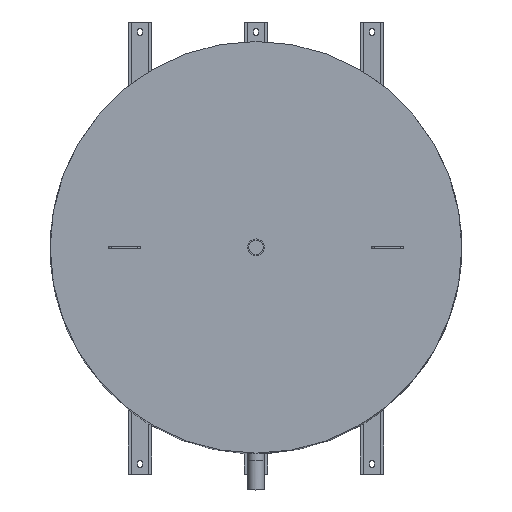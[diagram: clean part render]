
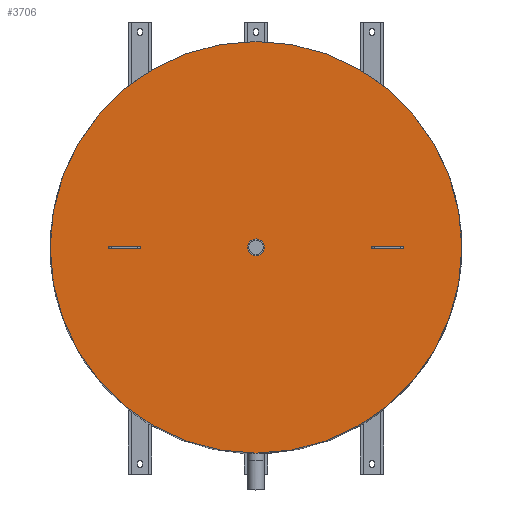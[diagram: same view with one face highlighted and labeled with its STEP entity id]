
A CAD part, top view. The second image highlights one B-rep face of the part: STEP entity #3706.
In plain terms, the highlighted face is planar.
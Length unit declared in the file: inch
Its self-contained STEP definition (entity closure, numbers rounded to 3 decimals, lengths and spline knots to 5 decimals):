
#10 = AXIS2_PLACEMENT_3D ( 'NONE', #3546, #1906, #2785 ) ;
#36 = EDGE_CURVE ( 'NONE', #4311, #2292, #2051, .T. ) ;
#69 = DIRECTION ( 'NONE',  ( 0., 0., -1. ) ) ;
#73 = FACE_BOUND ( 'NONE', #5000, .T. ) ;
#98 = LINE ( 'NONE', #2759, #3608 ) ;
#128 = CARTESIAN_POINT ( 'NONE',  ( 0., 80.64, 0. ) ) ;
#153 = FACE_BOUND ( 'NONE', #4679, .T. ) ;
#174 = VERTEX_POINT ( 'NONE', #1138 ) ;
#193 = DIRECTION ( 'NONE',  ( 0., 1., 0. ) ) ;
#214 = EDGE_LOOP ( 'NONE', ( #1202, #2078 ) ) ;
#237 = DIRECTION ( 'NONE',  ( 0., 0., 1. ) ) ;
#261 = ORIENTED_EDGE ( 'NONE', *, *, #1031, .T. ) ;
#364 = ORIENTED_EDGE ( 'NONE', *, *, #2964, .F. ) ;
#413 = EDGE_CURVE ( 'NONE', #174, #4648, #470, .T. ) ;
#470 = LINE ( 'NONE', #2749, #3154 ) ;
#506 = EDGE_CURVE ( 'NONE', #2102, #1143, #591, .T. ) ;
#535 = DIRECTION ( 'NONE',  ( 0., 1., 0. ) ) ;
#591 = LINE ( 'NONE', #2156, #1105 ) ;
#826 = DIRECTION ( 'NONE',  ( 0., 0., -1. ) ) ;
#874 = CARTESIAN_POINT ( 'NONE',  ( 25.4375, 80.64, 0.1875 ) ) ;
#965 = VECTOR ( 'NONE', #4591, 39.37008 ) ;
#1031 = EDGE_CURVE ( 'NONE', #4648, #4168, #1123, .T. ) ;
#1105 = VECTOR ( 'NONE', #3643, 39.37008 ) ;
#1123 = LINE ( 'NONE', #1156, #2930 ) ;
#1138 = CARTESIAN_POINT ( 'NONE',  ( 19.9375, 80.64, 0.1875 ) ) ;
#1143 = VERTEX_POINT ( 'NONE', #2109 ) ;
#1156 = CARTESIAN_POINT ( 'NONE',  ( 19.9375, 80.64, -0.1875 ) ) ;
#1202 = ORIENTED_EDGE ( 'NONE', *, *, #2189, .T. ) ;
#1223 = VECTOR ( 'NONE', #2915, 39.37008 ) ;
#1307 = EDGE_CURVE ( 'NONE', #1725, #2102, #1786, .T. ) ;
#1324 = ORIENTED_EDGE ( 'NONE', *, *, #1307, .T. ) ;
#1379 = VERTEX_POINT ( 'NONE', #3806 ) ;
#1383 = AXIS2_PLACEMENT_3D ( 'NONE', #3698, #193, #237 ) ;
#1415 = CARTESIAN_POINT ( 'NONE',  ( 0., 80.64, 1.4375 ) ) ;
#1561 = CARTESIAN_POINT ( 'NONE',  ( 0., 80.64, 0. ) ) ;
#1606 = ORIENTED_EDGE ( 'NONE', *, *, #413, .T. ) ;
#1638 = EDGE_CURVE ( 'NONE', #1379, #1143, #98, .T. ) ;
#1690 = DIRECTION ( 'NONE',  ( 0., 0., 1. ) ) ;
#1725 = VERTEX_POINT ( 'NONE', #3382 ) ;
#1786 = LINE ( 'NONE', #4557, #1223 ) ;
#1906 = DIRECTION ( 'NONE',  ( 0., 1., 0. ) ) ;
#1974 = AXIS2_PLACEMENT_3D ( 'NONE', #1998, #3885, #4380 ) ;
#1998 = CARTESIAN_POINT ( 'NONE',  ( 0., 80.64, 0. ) ) ;
#2051 = CIRCLE ( 'NONE', #1383, 1.4375 ) ;
#2055 = FACE_OUTER_BOUND ( 'NONE', #214, .T. ) ;
#2078 = ORIENTED_EDGE ( 'NONE', *, *, #3174, .T. ) ;
#2082 = CARTESIAN_POINT ( 'NONE',  ( 0., 80.64, -1.4375 ) ) ;
#2102 = VERTEX_POINT ( 'NONE', #5033 ) ;
#2109 = CARTESIAN_POINT ( 'NONE',  ( -19.9375, 80.64, -0.1875 ) ) ;
#2139 = LINE ( 'NONE', #2944, #2923 ) ;
#2156 = CARTESIAN_POINT ( 'NONE',  ( -19.9375, 80.64, -0.1875 ) ) ;
#2186 = ORIENTED_EDGE ( 'NONE', *, *, #506, .T. ) ;
#2189 = EDGE_CURVE ( 'NONE', #3784, #3221, #4674, .T. ) ;
#2220 = CIRCLE ( 'NONE', #10, 1.4375 ) ;
#2292 = VERTEX_POINT ( 'NONE', #2082 ) ;
#2308 = CARTESIAN_POINT ( 'NONE',  ( -19.9375, 80.64, 0.1875 ) ) ;
#2332 = EDGE_CURVE ( 'NONE', #2292, #4311, #2220, .T. ) ;
#2393 = FACE_BOUND ( 'NONE', #3459, .T. ) ;
#2456 = AXIS2_PLACEMENT_3D ( 'NONE', #128, #535, #1690 ) ;
#2523 = CARTESIAN_POINT ( 'NONE',  ( 25.4375, 80.64, -0.1875 ) ) ;
#2688 = DIRECTION ( 'NONE',  ( 1., 0., 0. ) ) ;
#2695 = VERTEX_POINT ( 'NONE', #874 ) ;
#2713 = DIRECTION ( 'NONE',  ( 0., 0., 1. ) ) ;
#2742 = DIRECTION ( 'NONE',  ( 0., 1., 0. ) ) ;
#2749 = CARTESIAN_POINT ( 'NONE',  ( 19.9375, 80.64, 0.1875 ) ) ;
#2759 = CARTESIAN_POINT ( 'NONE',  ( -19.9375, 80.64, 0.1875 ) ) ;
#2785 = DIRECTION ( 'NONE',  ( 0., 0., 1. ) ) ;
#2877 = DIRECTION ( 'NONE',  ( 0., 0., -1. ) ) ;
#2915 = DIRECTION ( 'NONE',  ( 0., 0., -1. ) ) ;
#2923 = VECTOR ( 'NONE', #2877, 39.37008 ) ;
#2930 = VECTOR ( 'NONE', #2688, 39.37008 ) ;
#2944 = CARTESIAN_POINT ( 'NONE',  ( 25.4375, 80.64, 0.1875 ) ) ;
#2964 = EDGE_CURVE ( 'NONE', #1725, #1379, #2990, .T. ) ;
#2990 = LINE ( 'NONE', #2308, #3422 ) ;
#3018 = CARTESIAN_POINT ( 'NONE',  ( 19.9375, 80.64, 0.1875 ) ) ;
#3154 = VECTOR ( 'NONE', #826, 39.37008 ) ;
#3174 = EDGE_CURVE ( 'NONE', #3221, #3784, #4406, .T. ) ;
#3200 = CARTESIAN_POINT ( 'NONE',  ( 0., 80.64, -35.5 ) ) ;
#3221 = VERTEX_POINT ( 'NONE', #4358 ) ;
#3320 = ORIENTED_EDGE ( 'NONE', *, *, #2332, .F. ) ;
#3382 = CARTESIAN_POINT ( 'NONE',  ( -25.4375, 80.64, 0.1875 ) ) ;
#3405 = ORIENTED_EDGE ( 'NONE', *, *, #1638, .F. ) ;
#3422 = VECTOR ( 'NONE', #3450, 39.37008 ) ;
#3443 = EDGE_CURVE ( 'NONE', #2695, #4168, #2139, .T. ) ;
#3450 = DIRECTION ( 'NONE',  ( 1., 0., 0. ) ) ;
#3459 = EDGE_LOOP ( 'NONE', ( #4978, #1606, #261, #4738 ) ) ;
#3546 = CARTESIAN_POINT ( 'NONE',  ( 0., 80.64, 0. ) ) ;
#3550 = EDGE_CURVE ( 'NONE', #174, #2695, #4203, .T. ) ;
#3608 = VECTOR ( 'NONE', #69, 39.37008 ) ;
#3643 = DIRECTION ( 'NONE',  ( 1., 0., 0. ) ) ;
#3698 = CARTESIAN_POINT ( 'NONE',  ( 0., 80.64, 0. ) ) ;
#3706 = ADVANCED_FACE ( 'NONE', ( #153, #2055, #73, #2393 ), #4381, .T. ) ;
#3784 = VERTEX_POINT ( 'NONE', #3200 ) ;
#3806 = CARTESIAN_POINT ( 'NONE',  ( -19.9375, 80.64, 0.1875 ) ) ;
#3885 = DIRECTION ( 'NONE',  ( 0., 1., 0. ) ) ;
#4168 = VERTEX_POINT ( 'NONE', #2523 ) ;
#4203 = LINE ( 'NONE', #3018, #965 ) ;
#4311 = VERTEX_POINT ( 'NONE', #1415 ) ;
#4358 = CARTESIAN_POINT ( 'NONE',  ( 0., 80.64, 35.5 ) ) ;
#4380 = DIRECTION ( 'NONE',  ( 0., 0., 1. ) ) ;
#4381 = PLANE ( 'NONE',  #2456 ) ;
#4406 = CIRCLE ( 'NONE', #5051, 35.5 ) ;
#4557 = CARTESIAN_POINT ( 'NONE',  ( -25.4375, 80.64, 0.1875 ) ) ;
#4562 = CARTESIAN_POINT ( 'NONE',  ( 19.9375, 80.64, -0.1875 ) ) ;
#4591 = DIRECTION ( 'NONE',  ( 1., 0., 0. ) ) ;
#4594 = ORIENTED_EDGE ( 'NONE', *, *, #36, .F. ) ;
#4648 = VERTEX_POINT ( 'NONE', #4562 ) ;
#4674 = CIRCLE ( 'NONE', #1974, 35.5 ) ;
#4679 = EDGE_LOOP ( 'NONE', ( #3320, #4594 ) ) ;
#4738 = ORIENTED_EDGE ( 'NONE', *, *, #3443, .F. ) ;
#4978 = ORIENTED_EDGE ( 'NONE', *, *, #3550, .F. ) ;
#5000 = EDGE_LOOP ( 'NONE', ( #364, #1324, #2186, #3405 ) ) ;
#5033 = CARTESIAN_POINT ( 'NONE',  ( -25.4375, 80.64, -0.1875 ) ) ;
#5051 = AXIS2_PLACEMENT_3D ( 'NONE', #1561, #2742, #2713 ) ;
